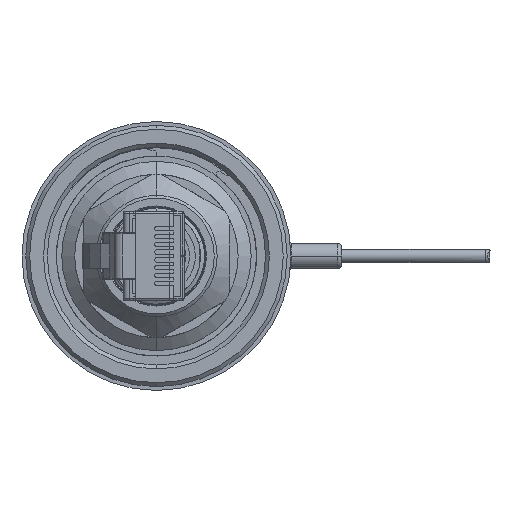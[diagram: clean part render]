
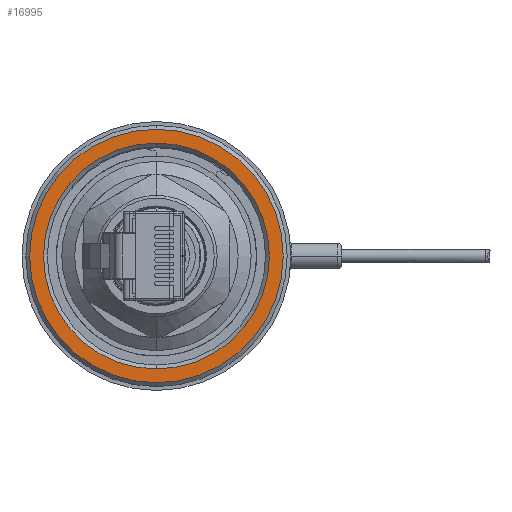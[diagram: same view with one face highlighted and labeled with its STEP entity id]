
A CAD part, left-side view. The second image highlights one B-rep face of the part: STEP entity #16995.
In plain terms, the highlighted face is planar.
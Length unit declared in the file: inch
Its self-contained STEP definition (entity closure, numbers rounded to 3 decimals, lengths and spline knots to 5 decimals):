
#403 = CARTESIAN_POINT ( 'NONE',  ( 0., 0., -1. ) ) ;
#1142 = CARTESIAN_POINT ( 'NONE',  ( -0.6725, 0., -1. ) ) ;
#2306 = CIRCLE ( 'NONE', #18076, 0.6525 ) ;
#2933 = VERTEX_POINT ( 'NONE', #24571 ) ;
#4206 = AXIS2_PLACEMENT_3D ( 'NONE', #9979, #7723, #16335 ) ;
#4340 = EDGE_CURVE ( 'NONE', #2933, #15055, #6453, .T. ) ;
#6453 = CIRCLE ( 'NONE', #4206, 0.5815 ) ;
#6544 = DIRECTION ( 'NONE',  ( 0., 0., 1. ) ) ;
#7342 = PLANE ( 'NONE',  #18445 ) ;
#7723 = DIRECTION ( 'NONE',  ( 0., 0., 1. ) ) ;
#8235 = ORIENTED_EDGE ( 'NONE', *, *, #18828, .T. ) ;
#8269 = CARTESIAN_POINT ( 'NONE',  ( 0.5815, 0., -1. ) ) ;
#8714 = VERTEX_POINT ( 'NONE', #12878 ) ;
#8799 = EDGE_LOOP ( 'NONE', ( #8235, #9110 ) ) ;
#9110 = ORIENTED_EDGE ( 'NONE', *, *, #12277, .T. ) ;
#9611 = FACE_BOUND ( 'NONE', #25373, .T. ) ;
#9883 = FACE_OUTER_BOUND ( 'NONE', #8799, .T. ) ;
#9979 = CARTESIAN_POINT ( 'NONE',  ( 0., 0., -1. ) ) ;
#11187 = AXIS2_PLACEMENT_3D ( 'NONE', #403, #16923, #12705 ) ;
#12277 = EDGE_CURVE ( 'NONE', #23177, #8714, #2306, .T. ) ;
#12705 = DIRECTION ( 'NONE',  ( -1., 0., 0. ) ) ;
#12878 = CARTESIAN_POINT ( 'NONE',  ( 0.6525, 0., -1. ) ) ;
#14763 = CARTESIAN_POINT ( 'NONE',  ( 0., 0., -1. ) ) ;
#15055 = VERTEX_POINT ( 'NONE', #8269 ) ;
#15083 = CARTESIAN_POINT ( 'NONE',  ( 0., 0., -1. ) ) ;
#16027 = ORIENTED_EDGE ( 'NONE', *, *, #4340, .T. ) ;
#16335 = DIRECTION ( 'NONE',  ( -1., 0., 0. ) ) ;
#16923 = DIRECTION ( 'NONE',  ( 0., 0., -1. ) ) ;
#16995 = ADVANCED_FACE ( 'NONE', ( #9611, #9883 ), #7342, .T. ) ;
#17021 = DIRECTION ( 'NONE',  ( -1., 0., 0. ) ) ;
#17476 = DIRECTION ( 'NONE',  ( -1., 0., 0. ) ) ;
#18049 = EDGE_CURVE ( 'NONE', #15055, #2933, #23001, .T. ) ;
#18076 = AXIS2_PLACEMENT_3D ( 'NONE', #15083, #27788, #17476 ) ;
#18428 = CIRCLE ( 'NONE', #11187, 0.6525 ) ;
#18445 = AXIS2_PLACEMENT_3D ( 'NONE', #1142, #18507, #26953 ) ;
#18507 = DIRECTION ( 'NONE',  ( 0., 0., -1. ) ) ;
#18828 = EDGE_CURVE ( 'NONE', #8714, #23177, #18428, .T. ) ;
#22738 = ORIENTED_EDGE ( 'NONE', *, *, #18049, .T. ) ;
#22793 = CARTESIAN_POINT ( 'NONE',  ( -0.6525, 0., -1. ) ) ;
#23001 = CIRCLE ( 'NONE', #23450, 0.5815 ) ;
#23177 = VERTEX_POINT ( 'NONE', #22793 ) ;
#23450 = AXIS2_PLACEMENT_3D ( 'NONE', #14763, #6544, #17021 ) ;
#24571 = CARTESIAN_POINT ( 'NONE',  ( -0.5815, 0., -1. ) ) ;
#25373 = EDGE_LOOP ( 'NONE', ( #16027, #22738 ) ) ;
#26953 = DIRECTION ( 'NONE',  ( -1., 0., 0. ) ) ;
#27788 = DIRECTION ( 'NONE',  ( 0., 0., -1. ) ) ;
